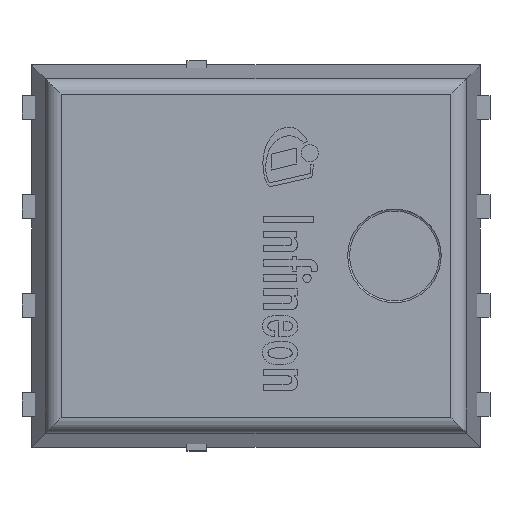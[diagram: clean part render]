
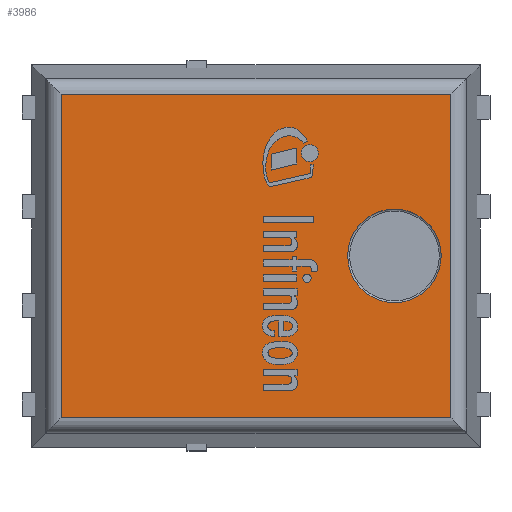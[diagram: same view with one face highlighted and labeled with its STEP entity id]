
A CAD part, top view. The second image highlights one B-rep face of the part: STEP entity #3986.
In plain terms, the highlighted planar face has unit normal (0, 0, 1).
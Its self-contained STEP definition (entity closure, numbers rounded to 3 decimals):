
#107=FACE_BOUND('',#570,.T.);
#116=CIRCLE('',#4242,0.6);
#129=PLANE('',#4241);
#337=FACE_OUTER_BOUND('',#569,.T.);
#569=EDGE_LOOP('',(#2843,#2844,#2845,#2846));
#570=EDGE_LOOP('',(#2847));
#808=LINE('',#5449,#1333);
#811=LINE('',#5459,#1336);
#813=LINE('',#5465,#1338);
#815=LINE('',#5469,#1340);
#1333=VECTOR('',#4464,1.);
#1336=VECTOR('',#4473,1.);
#1338=VECTOR('',#4479,1.);
#1340=VECTOR('',#4485,1.);
#1858=VERTEX_POINT('',#5447);
#1859=VERTEX_POINT('',#5448);
#1863=VERTEX_POINT('',#5458);
#1865=VERTEX_POINT('',#5464);
#1869=VERTEX_POINT('',#5481);
#2243=EDGE_CURVE('',#1858,#1859,#808,.T.);
#2248=EDGE_CURVE('',#1859,#1863,#811,.T.);
#2251=EDGE_CURVE('',#1863,#1865,#813,.T.);
#2254=EDGE_CURVE('',#1865,#1858,#815,.T.);
#2260=EDGE_CURVE('',#1869,#1869,#116,.T.);
#2843=ORIENTED_EDGE('',*,*,#2243,.F.);
#2844=ORIENTED_EDGE('',*,*,#2254,.F.);
#2845=ORIENTED_EDGE('',*,*,#2251,.F.);
#2846=ORIENTED_EDGE('',*,*,#2248,.F.);
#2847=ORIENTED_EDGE('',*,*,#2260,.T.);
#3986=ADVANCED_FACE('',(#337,#107),#129,.T.);
#4241=AXIS2_PLACEMENT_3D('',#5480,#4495,#4496);
#4242=AXIS2_PLACEMENT_3D('',#5482,#4497,#4498);
#4464=DIRECTION('',(-1.,0.,0.));
#4473=DIRECTION('',(0.,1.,0.));
#4479=DIRECTION('',(1.,0.,0.));
#4485=DIRECTION('',(0.,-1.,0.));
#4495=DIRECTION('center_axis',(0.,0.,1.));
#4496=DIRECTION('ref_axis',(0.,-1.,0.));
#4497=DIRECTION('center_axis',(0.,0.,-1.));
#4498=DIRECTION('ref_axis',(-1.,0.,0.));
#5447=CARTESIAN_POINT('',(2.499,-2.074,1.2));
#5448=CARTESIAN_POINT('',(-2.499,-2.074,1.2));
#5449=CARTESIAN_POINT('',(1.438,-2.074,1.2));
#5458=CARTESIAN_POINT('',(-2.499,2.074,1.2));
#5459=CARTESIAN_POINT('',(-2.499,-1.225,1.2));
#5464=CARTESIAN_POINT('',(2.499,2.074,1.2));
#5465=CARTESIAN_POINT('',(-1.438,2.074,1.2));
#5469=CARTESIAN_POINT('',(2.499,1.225,1.2));
#5480=CARTESIAN_POINT('Origin',(0.,0.,
1.2));
#5481=CARTESIAN_POINT('',(2.375,0.,1.2));
#5482=CARTESIAN_POINT('Origin',(1.775,0.,1.2));
